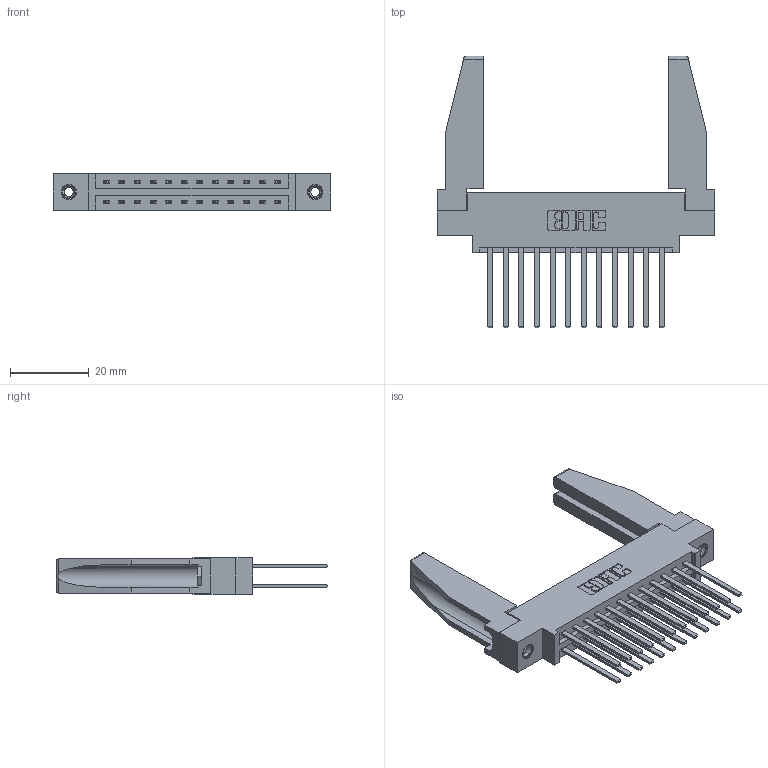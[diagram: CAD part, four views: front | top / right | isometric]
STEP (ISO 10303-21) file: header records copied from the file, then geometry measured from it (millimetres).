
FILE_DESCRIPTION (( 'STEP AP203' ), '1' );
FILE_NAME ('387-024-544-878.STEP', '2019-10-16T18:40:08', ( '' ), ( '' ), 'SwSTEP 2.0', 'SolidWorks 2016', '' );
FILE_SCHEMA (( 'CONFIG_CONTROL_DESIGN' ));
Length unit declared in the file: inch
Products named in the file (5): 345-292-001_345-293-144; 387-024-544-878; 307-220-078; 337 Part_0.170 Offset - 0.156 Dia-TI; 345-250-001_345-250-001-102
Assembly tree (29 placements, depth 2):
  387-024-544-878
    337 Part_0.170 Offset - 0.156 Dia-TI
    345-292-001_345-293-144  x24
    345-250-001_345-250-001-102  x2
    307-220-078  x2
Bounding box: 70.56 x 69.09 x 9.4 mm (x, y, z)
Volume: 11249.2 mm3; surface area: 12948.7 mm2
Topology: 29 solids, 29 shells, 1400 faces, 4085 edges, 2682 vertices
Faces by surface type: plane 974, cylinder 410, cone 12, torus 4
Entity records: 15572 total; most frequent: CARTESIAN_POINT 2648, ORIENTED_EDGE 2540, DIRECTION 2310, EDGE_CURVE 1270, LINE 1108, VECTOR 1108, VERTEX_POINT 840, AXIS2_PLACEMENT_3D 601
